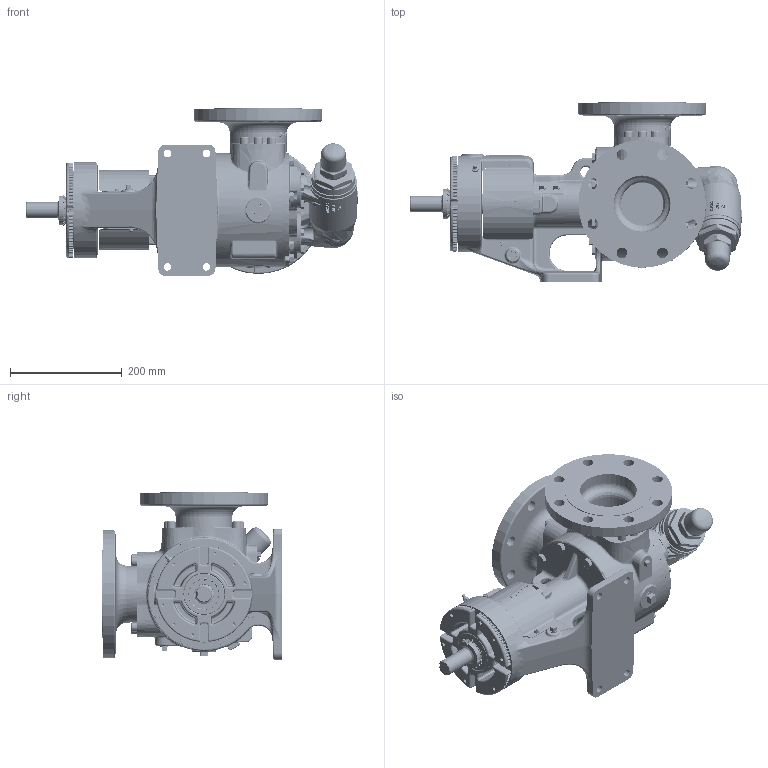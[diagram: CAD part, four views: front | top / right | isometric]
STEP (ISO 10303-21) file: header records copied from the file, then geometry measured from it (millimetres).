
FILE_DESCRIPTION (( 'STEP AP214' ), '1' );
FILE_NAME ('KV-2644.STEP', '2024-04-03T13:06:23', ( '' ), ( '' ), 'SwSTEP 2.0', 'SolidWorks 2022', '' );
FILE_SCHEMA (( 'AUTOMOTIVE_DESIGN' ));
Length unit declared in the file: inch
Products named in the file (1): KV-2644
Bounding box: 594.8 x 322.33 x 300.1 mm (x, y, z)
Volume: 11309874.2 mm3; surface area: 895331.1 mm2
Topology: 1 solids, 13 shells, 6339 faces, 16286 edges, 10139 vertices
Faces by surface type: bspline 2306, plane 1849, cylinder 908, cone 903, torus 210, sphere 163
Entity records: 392476 total; most frequent: CARTESIAN_POINT 176254, ORIENTED_EDGE 32286, DIRECTION 21389, EDGE_CURVE 16143, VERTEX_POINT 10128, AXIS2_PLACEMENT_3D 8087, EDGE_LOOP 6719, B_SPLINE_CURVE_WITH_KNOTS 6379
